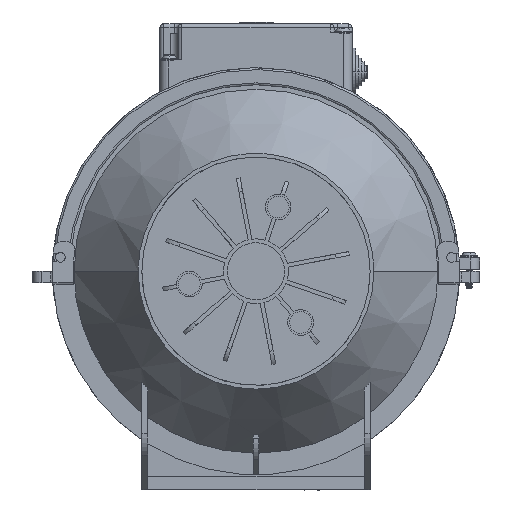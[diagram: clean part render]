
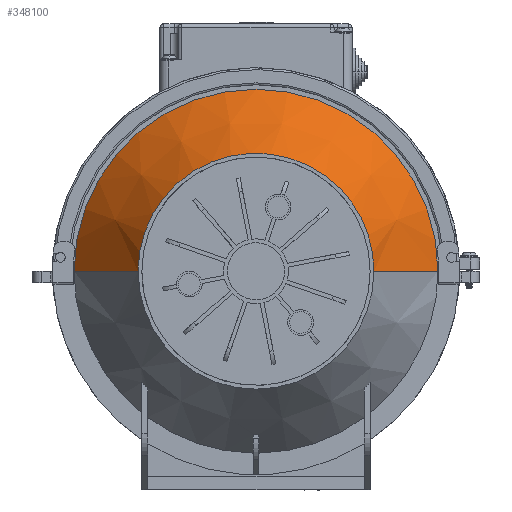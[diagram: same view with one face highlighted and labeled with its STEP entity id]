
A CAD part, front view. The second image highlights one B-rep face of the part: STEP entity #348100.
In plain terms, the highlighted conical face has half-angle 34.521 degrees and reference radius 95.651 mm.
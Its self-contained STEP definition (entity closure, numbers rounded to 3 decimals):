
#194060=CARTESIAN_POINT('',(-0.019,-1.548,
0.089));
#194070=DIRECTION('',(0.,-1.,0.));
#194080=DIRECTION('',(0.918,0.,
0.395));
#194090=AXIS2_PLACEMENT_3D('',#194060,#194070,#194080);
#194100=CIRCLE('',#194090,95.651);
#194110=CARTESIAN_POINT('',(87.835,-1.548,
37.915));
#194120=VERTEX_POINT('',#194110);
#194150=CARTESIAN_POINT('',(-87.874,-1.548,
-37.736));
#194160=VERTEX_POINT('',#194150);
#194170=EDGE_CURVE('',#194160,#194120,#194100,.T.);
#213120=CARTESIAN_POINT('',(-87.874,-1.548,
-37.736));
#213130=DIRECTION('',(-0.521,-0.824,
-0.224));
#213140=VECTOR('',#213130,168.783);
#213150=LINE('',#213120,#213140);
#213160=CARTESIAN_POINT('',(-56.966,47.376,
-24.428));
#213170=VERTEX_POINT('',#213160);
#213180=EDGE_CURVE('',#213170,#194160,#213150,.T.);
#213200=CARTESIAN_POINT('',(-0.019,47.376,
0.089));
#213210=DIRECTION('',(0.,1.,0.));
#213220=DIRECTION('',(0.918,0.,
0.395));
#213230=AXIS2_PLACEMENT_3D('',#213200,#213210,#213220);
#213240=CIRCLE('',#213230,62.);
#213250=CARTESIAN_POINT('',(56.927,47.376,
24.607));
#213260=VERTEX_POINT('',#213250);
#213290=CARTESIAN_POINT('',(87.835,-1.548,
37.915));
#213300=DIRECTION('',(0.521,-0.824,
0.224));
#213310=VECTOR('',#213300,168.783);
#213320=LINE('',#213290,#213310);
#213330=EDGE_CURVE('',#213260,#194120,#213320,.T.);
#215160=CARTESIAN_POINT('',(53.324,47.376,
-31.509));
#215170=VERTEX_POINT('',#215160);
#215180=EDGE_CURVE('',#215170,#213170,#213240,.T.);
#215200=EDGE_CURVE('',#213260,#215170,#213240,.T.);
#347980=CARTESIAN_POINT('',(-0.019,-1.548,
0.089));
#347990=DIRECTION('',(0.,-1.,0.));
#348000=DIRECTION('',(0.918,0.,
0.395));
#348010=AXIS2_PLACEMENT_3D('',#347980,#347990,#348000);
#348020=CONICAL_SURFACE('',#348010,95.651,0.603);
#348030=ORIENTED_EDGE('',*,*,#215180,.F.);
#348040=ORIENTED_EDGE('',*,*,#213180,.F.);
#348050=ORIENTED_EDGE('',*,*,#194170,.F.);
#348060=ORIENTED_EDGE('',*,*,#213330,.T.);
#348070=ORIENTED_EDGE('',*,*,#215200,.F.);
#348080=EDGE_LOOP('',(#348070,#348060,#348050,#348040,#348030));
#348090=FACE_OUTER_BOUND('',#348080,.T.);
#348100=ADVANCED_FACE('',(#348090),#348020,.T.);
